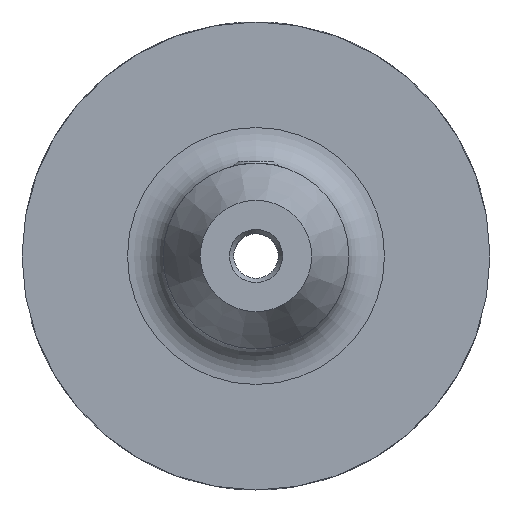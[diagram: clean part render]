
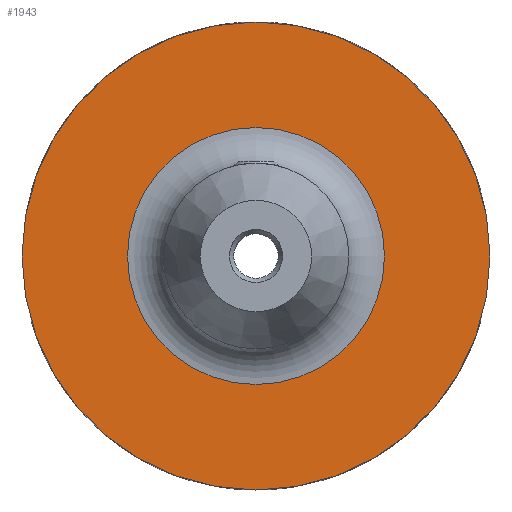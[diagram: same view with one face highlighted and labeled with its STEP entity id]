
A CAD part, left-side view. The second image highlights one B-rep face of the part: STEP entity #1943.
In plain terms, the highlighted planar face has unit normal (-1, 0, 0).
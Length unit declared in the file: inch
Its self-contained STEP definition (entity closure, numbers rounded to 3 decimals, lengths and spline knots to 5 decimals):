
#55=FACE_BOUND('',#498,.T.);
#100=PLANE('',#2163);
#379=FACE_OUTER_BOUND('',#497,.T.);
#497=EDGE_LOOP('',(#1707,#1708));
#498=EDGE_LOOP('',(#1709,#1710));
#516=CIRCLE('',#2000,1.24016);
#517=CIRCLE('',#2001,1.24016);
#601=CIRCLE('',#2161,0.6811);
#602=CIRCLE('',#2162,0.6811);
#724=VERTEX_POINT('',#2997);
#725=VERTEX_POINT('',#2999);
#876=VERTEX_POINT('',#4607);
#877=VERTEX_POINT('',#4609);
#931=EDGE_CURVE('',#724,#725,#516,.T.);
#932=EDGE_CURVE('',#725,#724,#517,.T.);
#1155=EDGE_CURVE('',#877,#876,#601,.T.);
#1156=EDGE_CURVE('',#876,#877,#602,.T.);
#1707=ORIENTED_EDGE('',*,*,#932,.F.);
#1708=ORIENTED_EDGE('',*,*,#931,.F.);
#1709=ORIENTED_EDGE('',*,*,#1155,.T.);
#1710=ORIENTED_EDGE('',*,*,#1156,.T.);
#1943=ADVANCED_FACE('',(#379,#55),#100,.T.);
#2000=AXIS2_PLACEMENT_3D('',#3000,#2257,#2258);
#2001=AXIS2_PLACEMENT_3D('',#3001,#2259,#2260);
#2161=AXIS2_PLACEMENT_3D('',#4610,#2637,#2638);
#2162=AXIS2_PLACEMENT_3D('',#4611,#2639,#2640);
#2163=AXIS2_PLACEMENT_3D('',#4612,#2641,#2642);
#2257=DIRECTION('center_axis',(1.,0.,0.));
#2258=DIRECTION('ref_axis',(0.,1.,0.));
#2259=DIRECTION('center_axis',(1.,0.,0.));
#2260=DIRECTION('ref_axis',(0.,1.,0.));
#2637=DIRECTION('center_axis',(1.,0.,0.));
#2638=DIRECTION('ref_axis',(0.,1.,0.));
#2639=DIRECTION('center_axis',(1.,0.,0.));
#2640=DIRECTION('ref_axis',(0.,1.,0.));
#2641=DIRECTION('center_axis',(-1.,0.,0.));
#2642=DIRECTION('ref_axis',(0.,0.,1.));
#2997=CARTESIAN_POINT('',(-0.86614,-1.24016,0.));
#2999=CARTESIAN_POINT('',(-0.86614,1.24016,0.));
#3000=CARTESIAN_POINT('Origin',(-0.86614,0.,
0.));
#3001=CARTESIAN_POINT('Origin',(-0.86614,0.,
0.));
#4607=CARTESIAN_POINT('',(-0.86614,0.,0.6811));
#4609=CARTESIAN_POINT('',(-0.86614,0.6811,0.));
#4610=CARTESIAN_POINT('Origin',(-0.86614,0.,
0.));
#4611=CARTESIAN_POINT('Origin',(-0.86614,0.,
0.));
#4612=CARTESIAN_POINT('Origin',(-0.86614,0.96063,0.));
